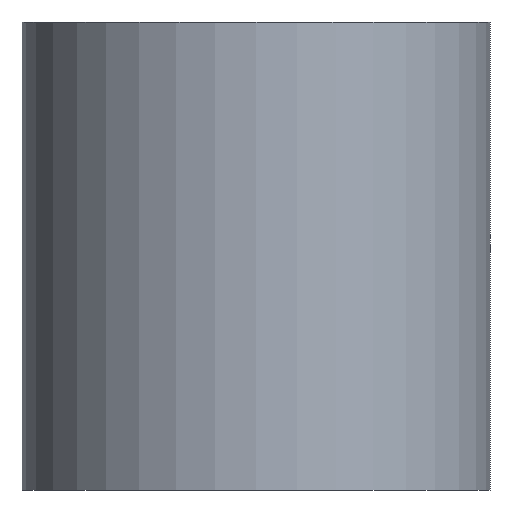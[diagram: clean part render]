
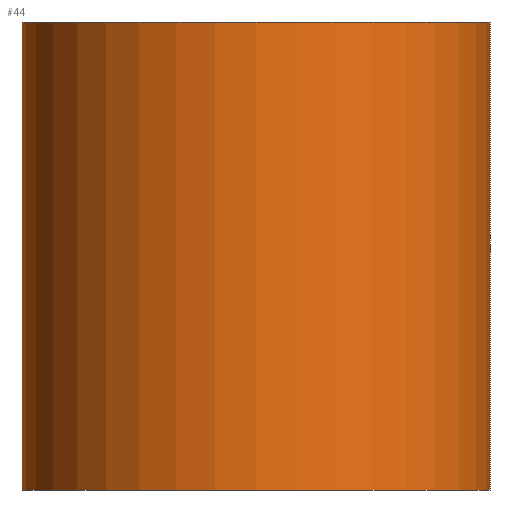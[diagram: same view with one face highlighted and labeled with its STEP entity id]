
A CAD part, front view. The second image highlights one B-rep face of the part: STEP entity #44.
In plain terms, the highlighted cylindrical face has radius 6 mm (diameter 12 mm), a full revolution.
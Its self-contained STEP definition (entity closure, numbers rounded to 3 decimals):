
#44=ADVANCED_FACE('',(#50,#51),#48,.T.);
#48=CYLINDRICAL_SURFACE('',#89,6.);
#50=FACE_BOUND('',#58,.T.);
#51=FACE_BOUND('',#59,.T.);
#58=EDGE_LOOP('',(#66));
#59=EDGE_LOOP('',(#67));
#66=ORIENTED_EDGE('',*,*,#78,.F.);
#67=ORIENTED_EDGE('',*,*,#79,.T.);
#74=VERTEX_POINT('',#115);
#75=VERTEX_POINT('',#117);
#78=EDGE_CURVE('',#74,#74,#82,.T.);
#79=EDGE_CURVE('',#75,#75,#83,.T.);
#82=CIRCLE('',#87,6.);
#83=CIRCLE('',#88,6.);
#87=AXIS2_PLACEMENT_3D('',#114,#97,#98);
#88=AXIS2_PLACEMENT_3D('',#116,#99,#100);
#89=AXIS2_PLACEMENT_3D('',#118,#101,#102);
#97=DIRECTION('',(0.,0.,1.));
#98=DIRECTION('',(1.,0.,0.));
#99=DIRECTION('',(0.,0.,1.));
#100=DIRECTION('',(1.,0.,0.));
#101=DIRECTION('',(0.,0.,-1.));
#102=DIRECTION('',(-1.,0.,0.));
#114=CARTESIAN_POINT('',(0.,0.,12.));
#115=CARTESIAN_POINT('',(6.,0.,12.));
#116=CARTESIAN_POINT('',(0.,0.,0.));
#117=CARTESIAN_POINT('',(6.,0.,0.));
#118=CARTESIAN_POINT('',(0.,0.,12.));
